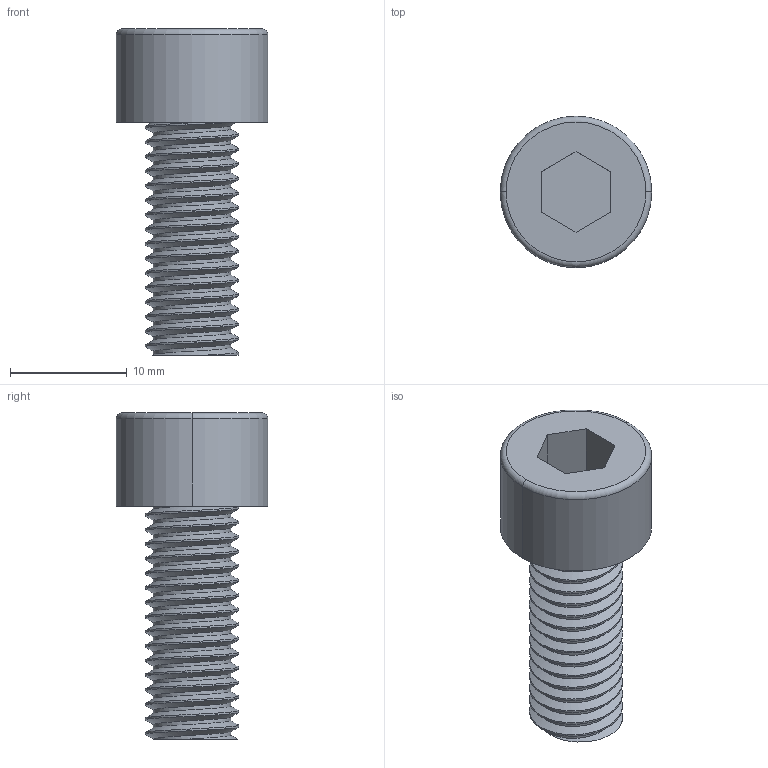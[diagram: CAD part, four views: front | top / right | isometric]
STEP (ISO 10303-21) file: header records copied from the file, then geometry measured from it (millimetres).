
FILE_DESCRIPTION (( 'STEP AP203' ), '1' );
FILE_NAME ('084.301.025.STEP', '2018-03-14T15:57:01', ( '' ), ( '' ), 'SwSTEP 2.0', 'SolidWorks 2016', '' );
FILE_SCHEMA (( 'CONFIG_CONTROL_DESIGN' ));
Length unit declared in the file: millimetre
Products named in the file (1): 084.301.025
Bounding box: 13 x 13 x 28 mm (x, y, z)
Volume: 1725.9 mm3; surface area: 1452.9 mm2
Topology: 1 solids, 1 shells, 53 faces, 141 edges, 92 vertices
Faces by surface type: cylinder 35, plane 12, bspline 4, torus 2
Entity records: 7961 total; most frequent: CARTESIAN_POINT 6766, ORIENTED_EDGE 282, DIRECTION 173, EDGE_CURVE 141, VERTEX_POINT 92, AXIS2_PLACEMENT_3D 60, EDGE_LOOP 55, FACE_OUTER_BOUND 53
